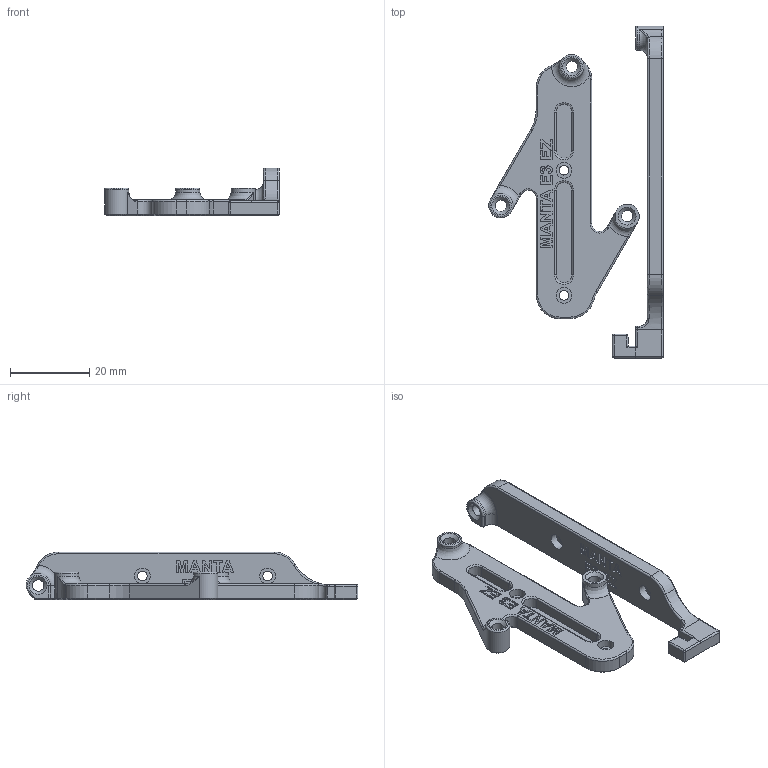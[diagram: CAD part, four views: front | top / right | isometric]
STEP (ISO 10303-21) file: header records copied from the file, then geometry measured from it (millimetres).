
FILE_DESCRIPTION(/* description */ (''),/* implementation_level */ '2;1');
FILE_NAME(/* name */ 'Manta_E3_EZ_2pc.step',/* time_stamp */ '2023-10-06T13:59:59-07:00',/* author */ (''),/* organization */ (''),/* preprocessor_version */ 'ST-DEVELOPER v20',/* originating_system */ 'Autodesk Translation Framework v12.14.0.127',/* authorisation */ '');
FILE_SCHEMA (('AUTOMOTIVE_DESIGN { 1 0 10303 214 3 1 1 }'));
Length unit declared in the file: millimetre
Products named in the file (1): Manta_E3_EZ_2pc
Bounding box: 43.95 x 83.54 x 12 mm (x, y, z)
Volume: 7781.7 mm3; surface area: 6432.9 mm2
Topology: 2 solids, 2 shells, 451 faces, 1140 edges, 708 vertices
Faces by surface type: plane 260, cylinder 67, bspline 61, cone 30, torus 28, sphere 5
Full cylindrical faces by diameter (mm): 2.4 x4, 2.9 x4, 4 x4, 6.1 x3
Entity records: 14166 total; most frequent: CARTESIAN_POINT 3633, ORIENTED_EDGE 2254, DIRECTION 1989, EDGE_CURVE 1127, LINE 803, VECTOR 803, VERTEX_POINT 708, AXIS2_PLACEMENT_3D 593
